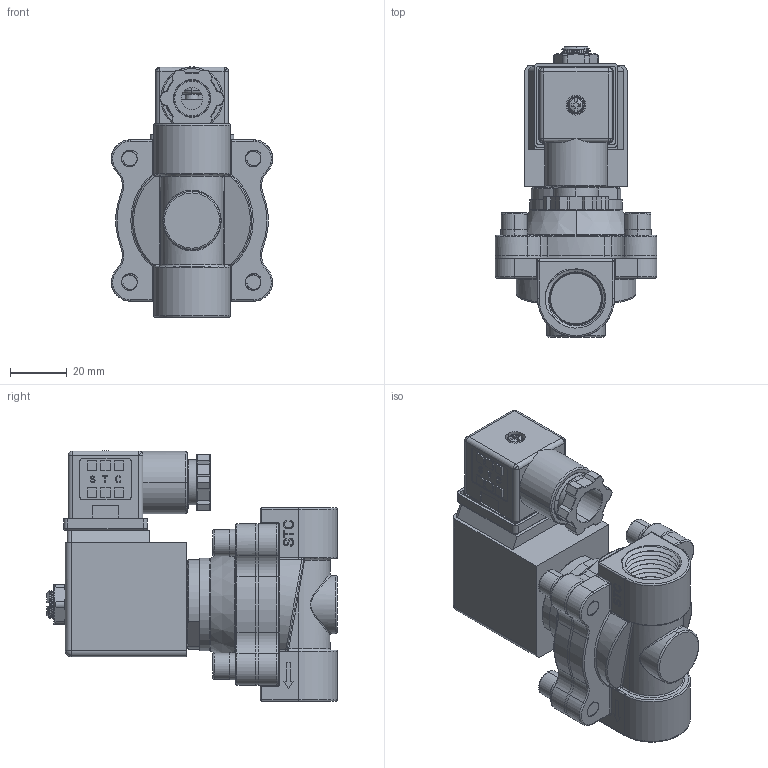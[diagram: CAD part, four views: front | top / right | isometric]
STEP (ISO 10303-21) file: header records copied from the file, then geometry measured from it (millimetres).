
FILE_DESCRIPTION (( 'STEP AP214' ), '1' );
FILE_NAME ('2W160-1-2.STEP', '2018-11-08T19:46:34', ( '' ), ( '' ), 'SwSTEP 2.0', 'SolidWorks 2016', '' );
FILE_SCHEMA (( 'AUTOMOTIVE_DESIGN' ));
Length unit declared in the file: millimetre
Products named in the file (1): 2W160-1-2
Bounding box: 56.68 x 102 x 88.03 mm (x, y, z)
Volume: 167789.6 mm3; surface area: 69655.7 mm2
Topology: 23 solids, 23 shells, 1749 faces, 4806 edges, 3146 vertices
Faces by surface type: cylinder 721, plane 663, bspline 149, cone 96, torus 85, sphere 35
Entity records: 125536 total; most frequent: CARTESIAN_POINT 64879, ORIENTED_EDGE 9570, DIRECTION 7267, EDGE_CURVE 4785, VERTEX_POINT 3144, AXIS2_PLACEMENT_3D 2435, VECTOR 2397, LINE 2397
